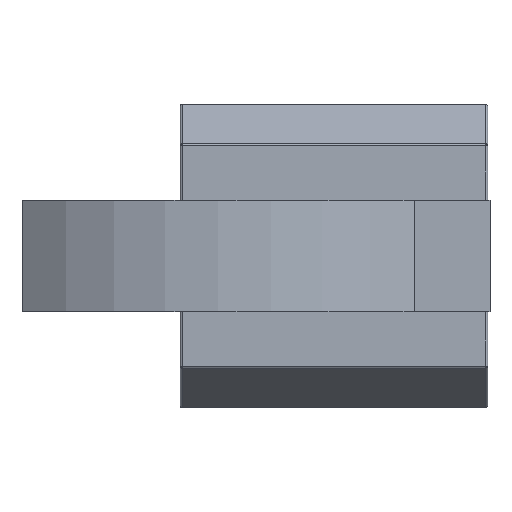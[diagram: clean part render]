
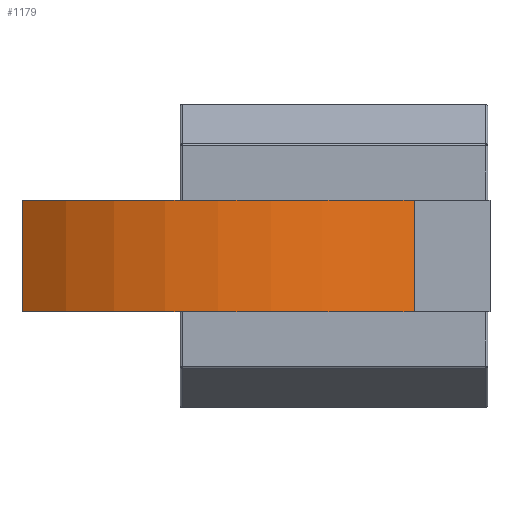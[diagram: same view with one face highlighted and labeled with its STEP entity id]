
A CAD part, front view. The second image highlights one B-rep face of the part: STEP entity #1179.
In plain terms, the highlighted cylindrical face has radius 13.857 mm (diameter 27.714 mm), a partial arc.
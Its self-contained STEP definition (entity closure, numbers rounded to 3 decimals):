
#25 = VERTEX_POINT ( 'NONE', #736 ) ;
#56 = CARTESIAN_POINT ( 'NONE',  ( -12.03, 10.657, -9.4 ) ) ;
#57 = DIRECTION ( 'NONE',  ( 0., 0., -1. ) ) ;
#58 = DIRECTION ( 'NONE',  ( -1., 0., 0. ) ) ;
#79 = CARTESIAN_POINT ( 'NONE',  ( -20.896, 0.008, -6.9 ) ) ;
#80 = DIRECTION ( 'NONE',  ( 0., 0., 1. ) ) ;
#117 = VERTEX_POINT ( 'NONE', #747 ) ;
#211 = EDGE_CURVE ( 'NONE', #626, #988, #1245, .T. ) ;
#220 = EDGE_CURVE ( 'NONE', #988, #25, #1259, .T. ) ;
#224 = EDGE_CURVE ( 'NONE', #117, #25, #1248, .T. ) ;
#241 = EDGE_CURVE ( 'NONE', #117, #626, #592, .T. ) ;
#406 = AXIS2_PLACEMENT_3D ( 'NONE', #56, #57, #58 ) ;
#412 = AXIS2_PLACEMENT_3D ( 'NONE', #939, #940, #941 ) ;
#445 = AXIS2_PLACEMENT_3D ( 'NONE', #821, #822, #823 ) ;
#556 = FACE_OUTER_BOUND ( 'NONE', #1050, .T. ) ;
#558 = CYLINDRICAL_SURFACE ( 'NONE', #445, 13.857 ) ;
#592 = LINE ( 'NONE', #907, #593 ) ;
#593 = VECTOR ( 'NONE', #908, 1000. ) ;
#626 = VERTEX_POINT ( 'NONE', #892 ) ;
#726 = CARTESIAN_POINT ( 'NONE',  ( -20.896, 0.008, -9.4 ) ) ;
#736 = CARTESIAN_POINT ( 'NONE',  ( -20.896, 0.008, -4.4 ) ) ;
#747 = CARTESIAN_POINT ( 'NONE',  ( -3.296, -0.101, -4.4 ) ) ;
#821 = CARTESIAN_POINT ( 'NONE',  ( -12.03, 10.657, -4.4 ) ) ;
#822 = DIRECTION ( 'NONE',  ( 0., 0., -1. ) ) ;
#823 = DIRECTION ( 'NONE',  ( -1., 0., 0. ) ) ;
#892 = CARTESIAN_POINT ( 'NONE',  ( -3.296, -0.101, -9.4 ) ) ;
#907 = CARTESIAN_POINT ( 'NONE',  ( -3.296, -0.101, -6.9 ) ) ;
#908 = DIRECTION ( 'NONE',  ( 0., 0., -1. ) ) ;
#939 = CARTESIAN_POINT ( 'NONE',  ( -12.03, 10.657, -4.4 ) ) ;
#940 = DIRECTION ( 'NONE',  ( 0., 0., -1. ) ) ;
#941 = DIRECTION ( 'NONE',  ( -1., 0., 0. ) ) ;
#988 = VERTEX_POINT ( 'NONE', #726 ) ;
#1050 = EDGE_LOOP ( 'NONE', ( #1334, #1335, #1336, #1332 ) ) ;
#1179 = ADVANCED_FACE ( 'NONE', ( #556 ), #558, .T. ) ;
#1220 = VECTOR ( 'NONE', #80, 1000. ) ;
#1245 = CIRCLE ( 'NONE', #406, 13.857 ) ;
#1248 = CIRCLE ( 'NONE', #412, 13.857 ) ;
#1259 = LINE ( 'NONE', #79, #1220 ) ;
#1332 = ORIENTED_EDGE ( 'NONE', *, *, #211, .F. ) ;
#1334 = ORIENTED_EDGE ( 'NONE', *, *, #241, .F. ) ;
#1335 = ORIENTED_EDGE ( 'NONE', *, *, #224, .T. ) ;
#1336 = ORIENTED_EDGE ( 'NONE', *, *, #220, .F. ) ;
